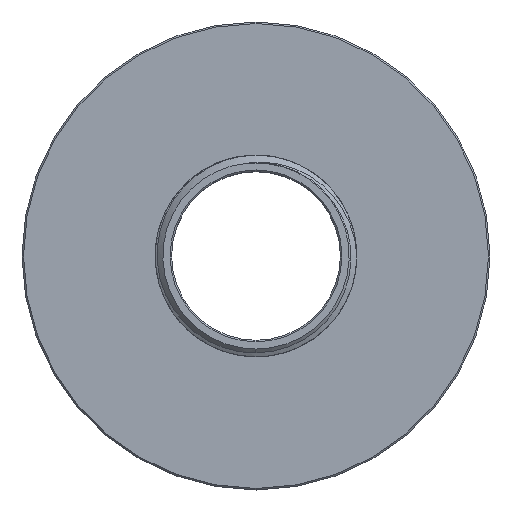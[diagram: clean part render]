
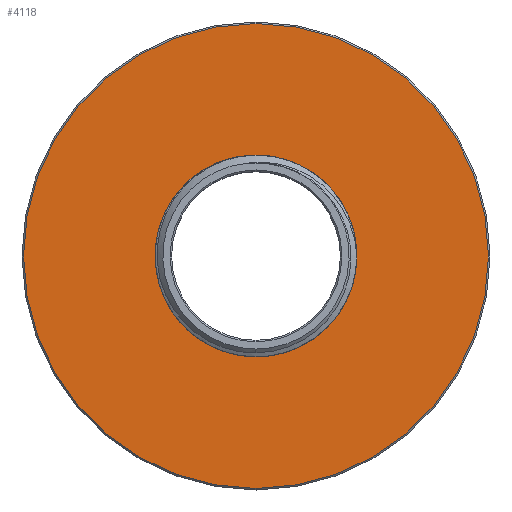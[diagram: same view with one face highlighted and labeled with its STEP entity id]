
A CAD part, top view. The second image highlights one B-rep face of the part: STEP entity #4118.
In plain terms, the highlighted planar face has unit normal (0, 0, 1).
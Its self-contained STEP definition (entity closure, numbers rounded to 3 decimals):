
#771=CARTESIAN_POINT('',(0.,0.,-3.));
#772=DIRECTION('',(0.,0.,-1.));
#773=DIRECTION('',(0.,-1.,0.));
#774=AXIS2_PLACEMENT_3D('',#771,#772,#773);
#776=CARTESIAN_POINT('',(0.,0.,-3.));
#777=DIRECTION('',(0.,0.,1.));
#778=DIRECTION('',(0.,-1.,0.));
#779=AXIS2_PLACEMENT_3D('',#776,#777,#778);
#781=CARTESIAN_POINT('',(0.,0.,-3.));
#782=DIRECTION('',(0.,0.,-1.));
#783=DIRECTION('',(0.,1.,0.));
#784=AXIS2_PLACEMENT_3D('',#781,#782,#783);
#786=CARTESIAN_POINT('',(0.,0.,-3.));
#787=DIRECTION('',(0.,0.,-1.));
#788=DIRECTION('',(0.,-1.,0.));
#789=AXIS2_PLACEMENT_3D('',#786,#787,#788);
#3350=CARTESIAN_POINT('',(0.,6.072,-3.));
#3352=VERTEX_POINT('',#3350);
#3353=CARTESIAN_POINT('',(0.,-6.072,-3.));
#3354=VERTEX_POINT('',#3353);
#3372=CARTESIAN_POINT('',(0.,15.15,-3.));
#3373=CARTESIAN_POINT('',(0.,-15.15,-3.));
#3374=VERTEX_POINT('',#3372);
#3375=VERTEX_POINT('',#3373);
#4103=CARTESIAN_POINT('',(0.,0.,-3.));
#4104=DIRECTION('',(0.,0.,1.));
#4105=DIRECTION('',(0.,1.,0.));
#4106=AXIS2_PLACEMENT_3D('',#4103,#4104,#4105);
#4107=PLANE('',#4106);
#4109=ORIENTED_EDGE('',*,*,#4108,.T.);
#4111=ORIENTED_EDGE('',*,*,#4110,.T.);
#4112=EDGE_LOOP('',(#4109,#4111));
#4113=FACE_OUTER_BOUND('',#4112,.F.);
#4114=ORIENTED_EDGE('',*,*,#4081,.F.);
#4115=ORIENTED_EDGE('',*,*,#4097,.T.);
#4116=EDGE_LOOP('',(#4114,#4115));
#4117=FACE_BOUND('',#4116,.F.);
#4118=ADVANCED_FACE('',(#4113,#4117),#4107,.T.);
#775=CIRCLE('',#774,6.072);
#780=CIRCLE('',#779,6.072);
#785=CIRCLE('',#784,15.15);
#790=CIRCLE('',#789,15.15);
#4081=EDGE_CURVE('',#3354,#3352,#775,.T.);
#4097=EDGE_CURVE('',#3354,#3352,#780,.T.);
#4108=EDGE_CURVE('',#3374,#3375,#785,.T.);
#4110=EDGE_CURVE('',#3375,#3374,#790,.T.);
